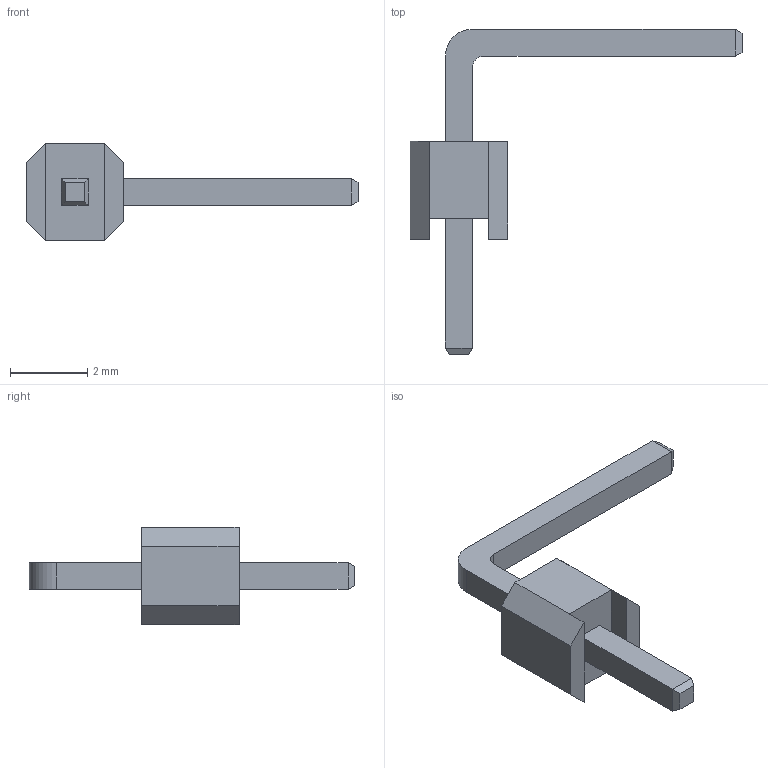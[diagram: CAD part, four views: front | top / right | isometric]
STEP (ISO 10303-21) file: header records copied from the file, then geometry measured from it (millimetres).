
FILE_DESCRIPTION(/* description */ (''),/* implementation_level */ '2;1');
FILE_NAME(/* name */ 'PLS-1R.stp',/* time_stamp */ '2023-10-09T01:25:38+06:00',/* author */ ('danil'),/* organization */ (''),/* preprocessor_version */ 'ST-DEVELOPER v19.2',/* originating_system */ 'Autodesk Inventor 2024',/* authorisation */ '');
FILE_SCHEMA (('AUTOMOTIVE_DESIGN { 1 0 10303 214 3 1 1 }'));
Length unit declared in the file: millimetre
Products named in the file (1): PLS-1
Bounding box: 8.62 x 8.45 x 2.54 mm (x, y, z)
Volume: 19.5 mm3; surface area: 72.5 mm2
Topology: 1 solids, 1 shells, 36 faces, 84 edges, 52 vertices
Faces by surface type: plane 34, cylinder 2
Entity records: 1093 total; most frequent: CARTESIAN_POINT 173, ORIENTED_EDGE 168, DIRECTION 162, EDGE_CURVE 84, LINE 80, VECTOR 80, VERTEX_POINT 52, AXIS2_PLACEMENT_3D 41
